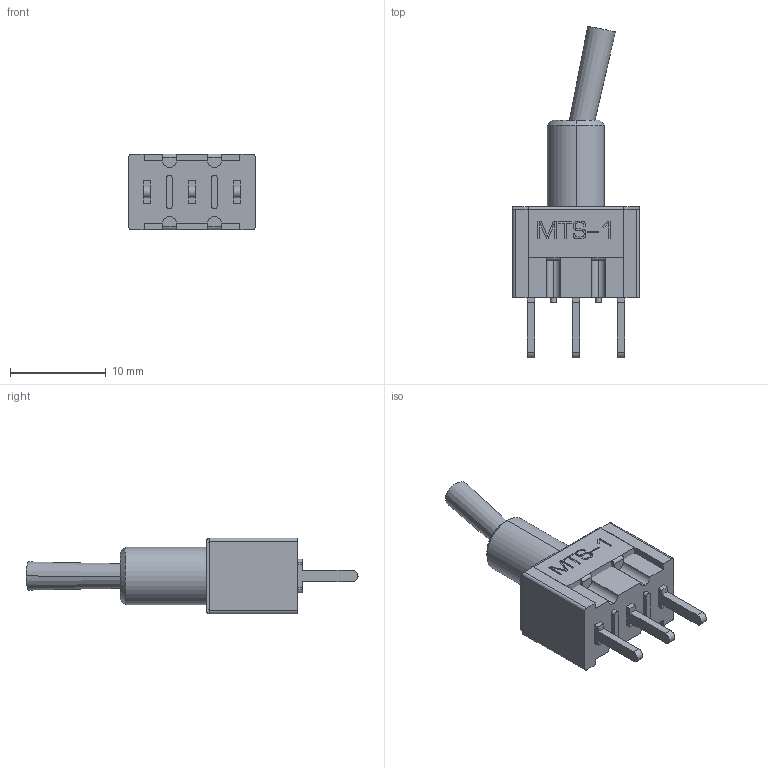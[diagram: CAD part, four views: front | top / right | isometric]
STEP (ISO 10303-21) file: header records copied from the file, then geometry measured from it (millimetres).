
FILE_DESCRIPTION (( 'STEP AP214' ), '1' );
FILE_NAME ('1CE909D4-9213-4B9B-92FE-210CEB0AA096.STEP', '2025-01-04T13:17:32', ( '' ), ( '' ), 'SwSTEP 2.0', 'SolidWorks 2022', '' );
FILE_SCHEMA (( 'AUTOMOTIVE_DESIGN' ));
Length unit declared in the file: millimetre
Products named in the file (1): 1CE909D4-9213-4B9B-92FE-210CEB0AA096
Bounding box: 13.2 x 34.64 x 7.9 mm (x, y, z)
Volume: 1524.3 mm3; surface area: 1435 mm2
Topology: 6 solids, 6 shells, 388 faces, 1027 edges, 682 vertices
Faces by surface type: plane 252, bspline 96, cylinder 36, cone 4
Entity records: 13057 total; most frequent: CARTESIAN_POINT 3916, ORIENTED_EDGE 2058, DIRECTION 1500, EDGE_CURVE 1029, LINE 754, VECTOR 754, VERTEX_POINT 684, EDGE_LOOP 419
